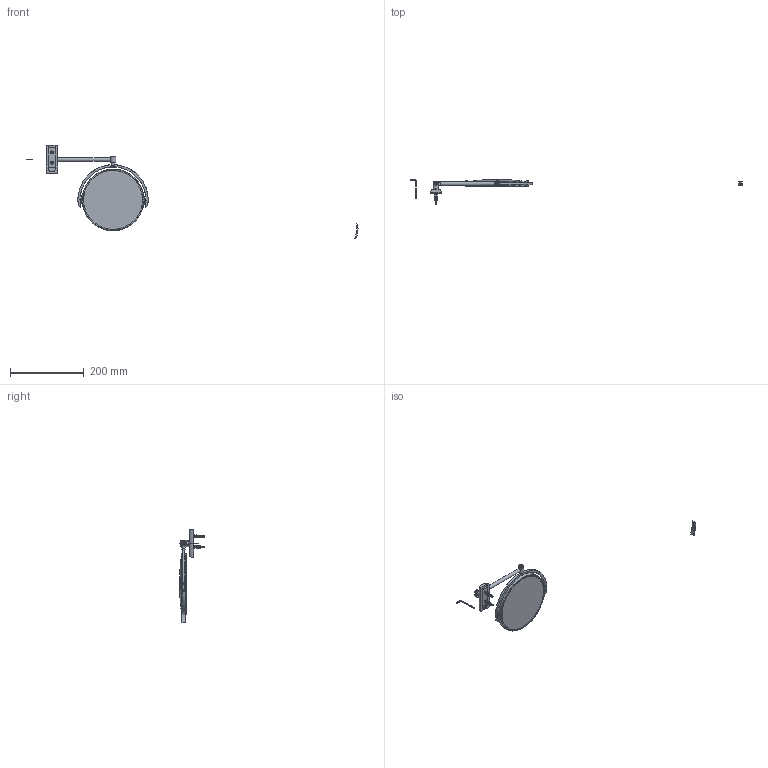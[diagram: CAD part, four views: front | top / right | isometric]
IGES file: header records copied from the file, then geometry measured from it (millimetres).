
Global section: file name: No Iges File Name specified; native system: Autodesk Inventor 2012; preprocessor: AutoDesk Inventor Iges Exporter R2012; author: sbajwa; date: 20130131.121316; units: millimetre
Bounding box: 897.52 x 68.51 x 252.47 mm (x, y, z)
Volume: 145285.6 mm3; surface area: 143678.1 mm2
Topology: 19 solids, 20 shells, 751 faces, 2065 edges, 1344 vertices
Faces by surface type: plane 522, revolution 85, cylinder 76, cone 25, torus 18, bspline 16, sphere 9
Full cylindrical faces by diameter (mm): 3.15 x2, 3.92 x2, 4 x3, 6.2 x1, 6.35 x2, 8.2 x2, 9.5 x1, 9.6 x1, 15.87 x1, 163.75 x1
